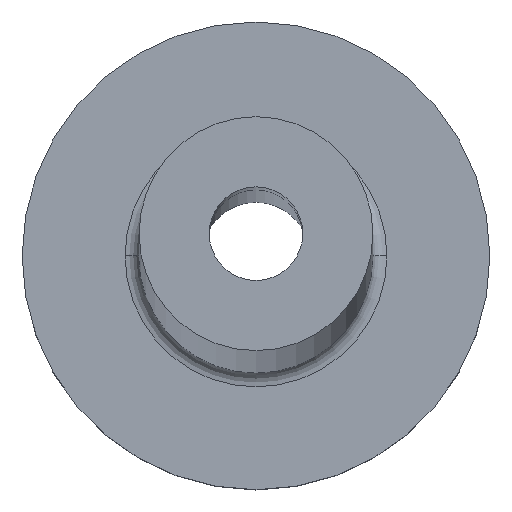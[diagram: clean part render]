
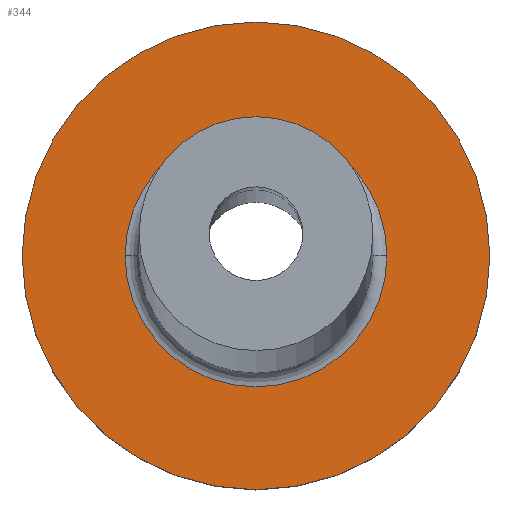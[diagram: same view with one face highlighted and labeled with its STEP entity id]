
A CAD part, top view. The second image highlights one B-rep face of the part: STEP entity #344.
In plain terms, the highlighted planar face has unit normal (0, 0, 1).
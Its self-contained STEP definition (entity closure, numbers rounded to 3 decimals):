
#5 = AXIS2_PLACEMENT_3D ( 'NONE', #101, #456, #68 ) ;
#26 = AXIS2_PLACEMENT_3D ( 'NONE', #328, #185, #100 ) ;
#35 = CARTESIAN_POINT ( 'NONE',  ( 0., 0., 3. ) ) ;
#62 = DIRECTION ( 'NONE',  ( 1., 0., 0. ) ) ;
#68 = DIRECTION ( 'NONE',  ( 1., 0., 0. ) ) ;
#100 = DIRECTION ( 'NONE',  ( 1., 0., 0. ) ) ;
#101 = CARTESIAN_POINT ( 'NONE',  ( 0., 0., 3. ) ) ;
#102 = VERTEX_POINT ( 'NONE', #290 ) ;
#108 = DIRECTION ( 'NONE',  ( 0., 0., 1. ) ) ;
#124 = CARTESIAN_POINT ( 'NONE',  ( 0., 0., 3. ) ) ;
#134 = CARTESIAN_POINT ( 'NONE',  ( -5., 0., 3. ) ) ;
#135 = DIRECTION ( 'NONE',  ( 0., 0., 1. ) ) ;
#171 = VERTEX_POINT ( 'NONE', #243 ) ;
#184 = VERTEX_POINT ( 'NONE', #134 ) ;
#185 = DIRECTION ( 'NONE',  ( 0., 0., -1. ) ) ;
#189 = EDGE_CURVE ( 'NONE', #330, #184, #384, .T. ) ;
#191 = EDGE_LOOP ( 'NONE', ( #372, #264 ) ) ;
#220 = PLANE ( 'NONE',  #221 ) ;
#221 = AXIS2_PLACEMENT_3D ( 'NONE', #35, #135, #62 ) ;
#240 = AXIS2_PLACEMENT_3D ( 'NONE', #394, #108, #398 ) ;
#243 = CARTESIAN_POINT ( 'NONE',  ( -2.8, 0., 3. ) ) ;
#249 = CIRCLE ( 'NONE', #350, 2.8 ) ;
#264 = ORIENTED_EDGE ( 'NONE', *, *, #189, .T. ) ;
#290 = CARTESIAN_POINT ( 'NONE',  ( 2.8, 0., 3. ) ) ;
#291 = FACE_BOUND ( 'NONE', #413, .T. ) ;
#307 = ORIENTED_EDGE ( 'NONE', *, *, #436, .T. ) ;
#328 = CARTESIAN_POINT ( 'NONE',  ( 0., 0., 3. ) ) ;
#330 = VERTEX_POINT ( 'NONE', #425 ) ;
#338 = EDGE_CURVE ( 'NONE', #184, #330, #397, .T. ) ;
#344 = ADVANCED_FACE ( 'NONE', ( #291, #409 ), #220, .T. ) ;
#348 = EDGE_CURVE ( 'NONE', #102, #171, #356, .T. ) ;
#350 = AXIS2_PLACEMENT_3D ( 'NONE', #124, #457, #390 ) ;
#353 = ORIENTED_EDGE ( 'NONE', *, *, #348, .T. ) ;
#356 = CIRCLE ( 'NONE', #26, 2.8 ) ;
#372 = ORIENTED_EDGE ( 'NONE', *, *, #338, .T. ) ;
#384 = CIRCLE ( 'NONE', #5, 5. ) ;
#390 = DIRECTION ( 'NONE',  ( 1., 0., 0. ) ) ;
#394 = CARTESIAN_POINT ( 'NONE',  ( 0., 0., 3. ) ) ;
#397 = CIRCLE ( 'NONE', #240, 5. ) ;
#398 = DIRECTION ( 'NONE',  ( 1., 0., 0. ) ) ;
#409 = FACE_OUTER_BOUND ( 'NONE', #191, .T. ) ;
#413 = EDGE_LOOP ( 'NONE', ( #353, #307 ) ) ;
#425 = CARTESIAN_POINT ( 'NONE',  ( 5., 0., 3. ) ) ;
#436 = EDGE_CURVE ( 'NONE', #171, #102, #249, .T. ) ;
#456 = DIRECTION ( 'NONE',  ( 0., 0., 1. ) ) ;
#457 = DIRECTION ( 'NONE',  ( 0., 0., -1. ) ) ;
